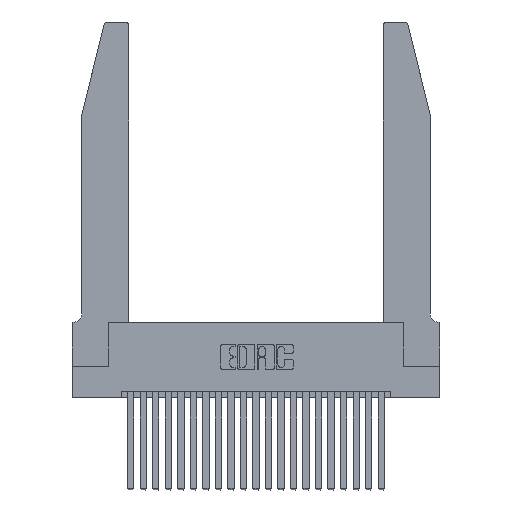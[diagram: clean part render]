
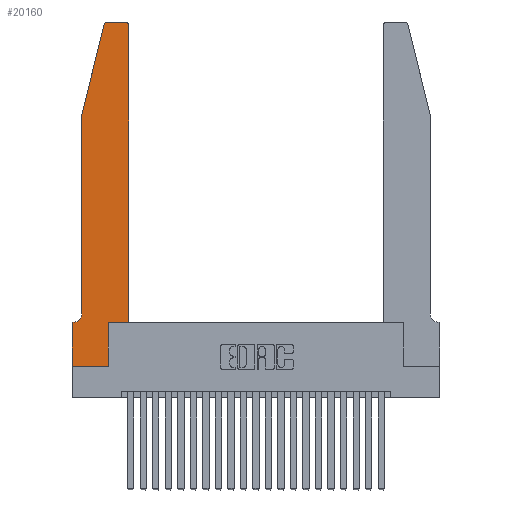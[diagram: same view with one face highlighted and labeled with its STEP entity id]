
A CAD part, top view. The second image highlights one B-rep face of the part: STEP entity #20160.
In plain terms, the highlighted planar face has unit normal (0, 0, 1).
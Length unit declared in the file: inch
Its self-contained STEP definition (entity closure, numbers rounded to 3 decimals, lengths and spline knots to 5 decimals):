
#88 = DIRECTION ( 'NONE',  ( 1., 0., 0. ) ) ;
#593 = CARTESIAN_POINT ( 'NONE',  ( 0., 0., 0.37 ) ) ;
#877 = VECTOR ( 'NONE', #10351, 39.37008 ) ;
#936 = CARTESIAN_POINT ( 'NONE',  ( 0.4205, 2.72, 0.37 ) ) ;
#1060 = DIRECTION ( 'NONE',  ( 0., 1., 0. ) ) ;
#1647 = CARTESIAN_POINT ( 'NONE',  ( 0.4505, 0.35, 0.37 ) ) ;
#1677 = EDGE_CURVE ( 'NONE', #21296, #10080, #18884, .T. ) ;
#1942 = LINE ( 'NONE', #12512, #20967 ) ;
#2039 = AXIS2_PLACEMENT_3D ( 'NONE', #16366, #5399, #18217 ) ;
#2288 = CIRCLE ( 'NONE', #5734, 0.03 ) ;
#2390 = VERTEX_POINT ( 'NONE', #14845 ) ;
#2530 = DIRECTION ( 'NONE',  ( -1., 0., 0. ) ) ;
#2705 = ORIENTED_EDGE ( 'NONE', *, *, #1677, .T. ) ;
#2811 = CARTESIAN_POINT ( 'NONE',  ( 0.2865, 0., 0.37 ) ) ;
#2900 = DIRECTION ( 'NONE',  ( 1., 0., 0. ) ) ;
#3036 = CARTESIAN_POINT ( 'NONE',  ( 0.2865, 0.35, 0.37 ) ) ;
#3275 = LINE ( 'NONE', #4511, #22187 ) ;
#3280 = VERTEX_POINT ( 'NONE', #2811 ) ;
#3330 = ORIENTED_EDGE ( 'NONE', *, *, #22873, .T. ) ;
#3785 = CARTESIAN_POINT ( 'NONE',  ( 0.2865, 0.35, 0.37 ) ) ;
#3835 = EDGE_CURVE ( 'NONE', #3280, #16094, #16510, .T. ) ;
#4167 = EDGE_CURVE ( 'NONE', #8782, #13342, #11814, .T. ) ;
#4233 = EDGE_CURVE ( 'NONE', #20975, #3280, #5760, .T. ) ;
#4338 = CARTESIAN_POINT ( 'NONE',  ( 0.25487, 2.72718, 0.37 ) ) ;
#4511 = CARTESIAN_POINT ( 'NONE',  ( 0.4505, 0.35, 0.37 ) ) ;
#4525 = AXIS2_PLACEMENT_3D ( 'NONE', #16939, #18781, #7860 ) ;
#5110 = ORIENTED_EDGE ( 'NONE', *, *, #22456, .T. ) ;
#5399 = DIRECTION ( 'NONE',  ( 0., 0., -1. ) ) ;
#5401 = ORIENTED_EDGE ( 'NONE', *, *, #5836, .T. ) ;
#5674 = CARTESIAN_POINT ( 'NONE',  ( 0.0755, 2., 0.37 ) ) ;
#5734 = AXIS2_PLACEMENT_3D ( 'NONE', #936, #14005, #2900 ) ;
#5760 = LINE ( 'NONE', #6017, #16059 ) ;
#5836 = EDGE_CURVE ( 'NONE', #2390, #8782, #8033, .T. ) ;
#6017 = CARTESIAN_POINT ( 'NONE',  ( 0., 0., 0.37 ) ) ;
#6403 = DIRECTION ( 'NONE',  ( 0., 1., 0. ) ) ;
#6578 = ORIENTED_EDGE ( 'NONE', *, *, #20749, .T. ) ;
#6811 = VECTOR ( 'NONE', #1060, 39.37008 ) ;
#7860 = DIRECTION ( 'NONE',  ( 1., 0., 0. ) ) ;
#7974 = LINE ( 'NONE', #5674, #21918 ) ;
#8033 = LINE ( 'NONE', #18407, #12913 ) ;
#8295 = EDGE_CURVE ( 'NONE', #19776, #2390, #2288, .T. ) ;
#8782 = VERTEX_POINT ( 'NONE', #17388 ) ;
#9237 = VECTOR ( 'NONE', #2530, 39.37008 ) ;
#9277 = DIRECTION ( 'NONE',  ( 1., 0., 0. ) ) ;
#9826 = EDGE_CURVE ( 'NONE', #10426, #21296, #15291, .T. ) ;
#10080 = VERTEX_POINT ( 'NONE', #11597 ) ;
#10351 = DIRECTION ( 'NONE',  ( -0.239, -0.971, 0. ) ) ;
#10426 = VERTEX_POINT ( 'NONE', #21575 ) ;
#10785 = VECTOR ( 'NONE', #9277, 39.37008 ) ;
#10893 = ORIENTED_EDGE ( 'NONE', *, *, #4167, .T. ) ;
#11180 = ORIENTED_EDGE ( 'NONE', *, *, #8295, .T. ) ;
#11345 = LINE ( 'NONE', #1647, #10785 ) ;
#11396 = DIRECTION ( 'NONE',  ( 0., 0., 1. ) ) ;
#11462 = LINE ( 'NONE', #22986, #877 ) ;
#11516 = CARTESIAN_POINT ( 'NONE',  ( 0.0755, 2., 0.37 ) ) ;
#11597 = CARTESIAN_POINT ( 'NONE',  ( 0., 0.35, 0.37 ) ) ;
#11814 = CIRCLE ( 'NONE', #17311, 0.03 ) ;
#12512 = CARTESIAN_POINT ( 'NONE',  ( 0., 0., 0.37 ) ) ;
#12913 = VECTOR ( 'NONE', #16486, 39.37008 ) ;
#13072 = DIRECTION ( 'NONE',  ( 0., -1., 0. ) ) ;
#13342 = VERTEX_POINT ( 'NONE', #4338 ) ;
#14005 = DIRECTION ( 'NONE',  ( 0., 0., 1. ) ) ;
#14593 = FACE_OUTER_BOUND ( 'NONE', #21567, .T. ) ;
#14804 = CARTESIAN_POINT ( 'NONE',  ( 0.0055, 0.35, 0.37 ) ) ;
#14845 = CARTESIAN_POINT ( 'NONE',  ( 0.4205, 2.75, 0.37 ) ) ;
#14887 = ORIENTED_EDGE ( 'NONE', *, *, #20989, .T. ) ;
#15161 = VERTEX_POINT ( 'NONE', #15668 ) ;
#15210 = EDGE_CURVE ( 'NONE', #13342, #23515, #11462, .T. ) ;
#15291 = CIRCLE ( 'NONE', #2039, 0.07 ) ;
#15668 = CARTESIAN_POINT ( 'NONE',  ( 0.4505, 0.35, 0.37 ) ) ;
#16059 = VECTOR ( 'NONE', #20598, 39.37008 ) ;
#16094 = VERTEX_POINT ( 'NONE', #3785 ) ;
#16366 = CARTESIAN_POINT ( 'NONE',  ( 0.0055, 0.42, 0.37 ) ) ;
#16486 = DIRECTION ( 'NONE',  ( -1., 0., 0. ) ) ;
#16510 = LINE ( 'NONE', #3036, #6811 ) ;
#16939 = CARTESIAN_POINT ( 'NONE',  ( 0., 0.35, 0.37 ) ) ;
#17311 = AXIS2_PLACEMENT_3D ( 'NONE', #22250, #11396, #88 ) ;
#17388 = CARTESIAN_POINT ( 'NONE',  ( 0.284, 2.75, 0.37 ) ) ;
#18018 = ORIENTED_EDGE ( 'NONE', *, *, #4233, .T. ) ;
#18217 = DIRECTION ( 'NONE',  ( -1., 0., 0. ) ) ;
#18407 = CARTESIAN_POINT ( 'NONE',  ( 0.2605, 2.75, 0.37 ) ) ;
#18581 = ORIENTED_EDGE ( 'NONE', *, *, #3835, .T. ) ;
#18781 = DIRECTION ( 'NONE',  ( 0., 0., 1. ) ) ;
#18884 = LINE ( 'NONE', #23769, #9237 ) ;
#19357 = CARTESIAN_POINT ( 'NONE',  ( 0.4505, 2.72, 0.37 ) ) ;
#19776 = VERTEX_POINT ( 'NONE', #19357 ) ;
#20160 = ADVANCED_FACE ( 'NONE', ( #14593 ), #20516, .T. ) ;
#20516 = PLANE ( 'NONE',  #4525 ) ;
#20545 = ORIENTED_EDGE ( 'NONE', *, *, #15210, .T. ) ;
#20598 = DIRECTION ( 'NONE',  ( 1., 0., 0. ) ) ;
#20749 = EDGE_CURVE ( 'NONE', #23515, #10426, #7974, .T. ) ;
#20967 = VECTOR ( 'NONE', #23308, 39.37008 ) ;
#20975 = VERTEX_POINT ( 'NONE', #593 ) ;
#20989 = EDGE_CURVE ( 'NONE', #15161, #19776, #3275, .T. ) ;
#21296 = VERTEX_POINT ( 'NONE', #14804 ) ;
#21567 = EDGE_LOOP ( 'NONE', ( #5401, #10893, #20545, #6578, #21677, #2705, #3330, #18018, #18581, #5110, #14887, #11180 ) ) ;
#21575 = CARTESIAN_POINT ( 'NONE',  ( 0.0755, 0.42, 0.37 ) ) ;
#21677 = ORIENTED_EDGE ( 'NONE', *, *, #9826, .T. ) ;
#21918 = VECTOR ( 'NONE', #13072, 39.37008 ) ;
#22187 = VECTOR ( 'NONE', #6403, 39.37008 ) ;
#22250 = CARTESIAN_POINT ( 'NONE',  ( 0.284, 2.72, 0.37 ) ) ;
#22456 = EDGE_CURVE ( 'NONE', #16094, #15161, #11345, .T. ) ;
#22873 = EDGE_CURVE ( 'NONE', #10080, #20975, #1942, .T. ) ;
#22986 = CARTESIAN_POINT ( 'NONE',  ( 0.0755, 2., 0.37 ) ) ;
#23308 = DIRECTION ( 'NONE',  ( 0., -1., 0. ) ) ;
#23515 = VERTEX_POINT ( 'NONE', #11516 ) ;
#23769 = CARTESIAN_POINT ( 'NONE',  ( 0.0755, 0.35, 0.37 ) ) ;
